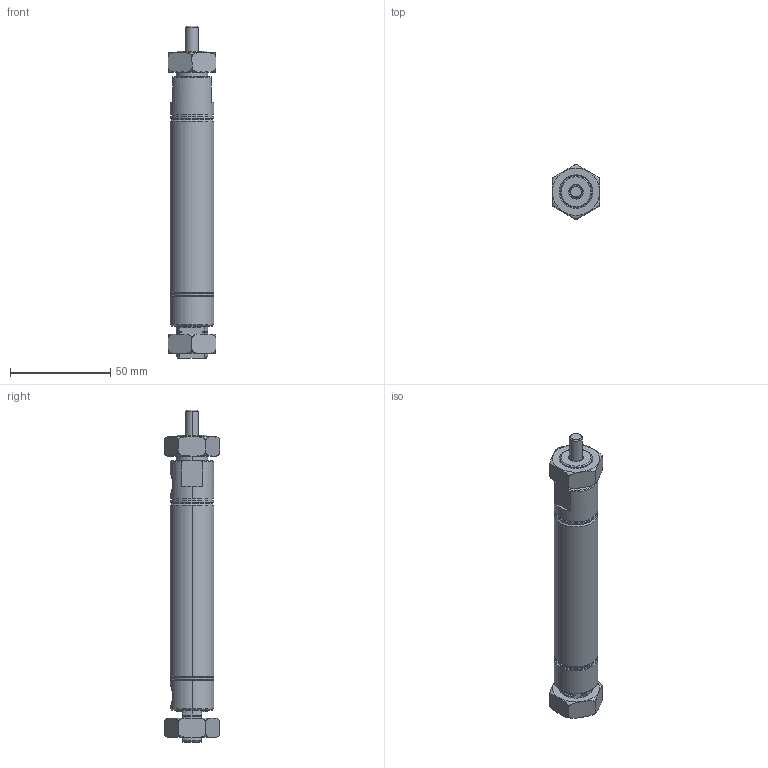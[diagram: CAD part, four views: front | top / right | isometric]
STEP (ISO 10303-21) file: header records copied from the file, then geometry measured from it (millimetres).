
FILE_DESCRIPTION (( 'STEP AP214' ), '1' );
FILE_NAME ('NCME075-0200.step.step', '2016-10-26T15:33:43', ( 'Windows User' ), ( '' ), 'SwSTEP 2.0', 'SolidWorks 2016', '' );
FILE_SCHEMA (( 'AUTOMOTIVE_DESIGN' ));
Length unit declared in the file: millimetre
Products named in the file (4): NCME075-0200.step_NCM-Nut_075; NCME075-0200.step; NCME075-0200.step_NCM-Body_075E; NCME075-0200.step_NCM-Rod_075
Assembly tree (4 placements, depth 2):
  NCME075-0200.step
    NCME075-0200.step_NCM-Body_075E
    NCME075-0200.step_NCM-Rod_075
    NCME075-0200.step_NCM-Nut_075  x2
Bounding box: 23.88 x 27.57 x 165.86 mm (x, y, z)
Volume: 42217.5 mm3; surface area: 23378.3 mm2
Topology: 4 solids, 4 shells, 145 faces, 334 edges, 211 vertices
Faces by surface type: cylinder 51, plane 49, cone 37, torus 8
Entity records: 4357 total; most frequent: CARTESIAN_POINT 1269, DIRECTION 661, ORIENTED_EDGE 580, EDGE_CURVE 290, AXIS2_PLACEMENT_3D 275, VERTEX_POINT 183, EDGE_LOOP 147, CIRCLE 141
